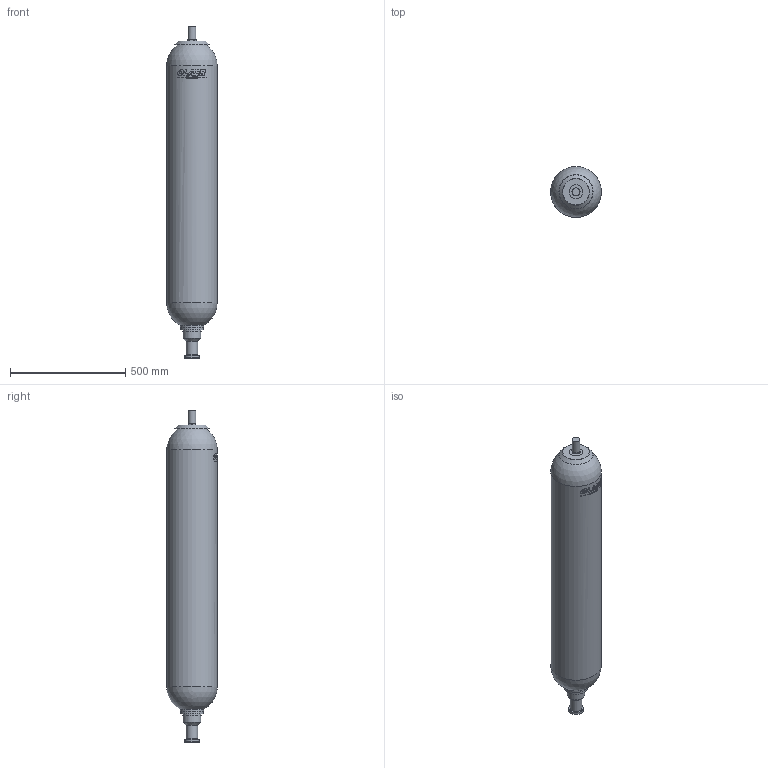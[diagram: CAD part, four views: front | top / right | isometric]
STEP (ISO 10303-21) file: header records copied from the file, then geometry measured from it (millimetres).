
FILE_DESCRIPTION( ( 'Unknown' ), '1' );
FILE_NAME( 'EHVF_32-330_108452.stp', 'Unknown', ( 'Unknown' ), ( 'Unknown' ), 'PSStep 17.0.49', 'Unknown', ' ' );
FILE_SCHEMA( ( 'AUTOMOTIVE_DESIGN { 1 0 10303 214 1 1 1 1 }' ) );
Length unit declared in the file: millimetre
Products named in the file (1): 1
Bounding box: 219.1 x 219.1 x 1437.7 mm (x, y, z)
Volume: 44678851.8 mm3; surface area: 942007.8 mm2
Topology: 1 solids, 1 shells, 224 faces, 525 edges, 339 vertices
Faces by surface type: plane 138, cylinder 38, extrusion 22, cone 17, torus 7, sphere 2
Full cylindrical faces by diameter (mm): 12 x1, 13.5 x1, 18 x1, 33.6 x1, 34 x1, 45.3 x1, 50 x1, 53.7 x1, 63.8 x1, 76 x1, 78 x1, 98.977 x1, 100.7 x1, 219.1 x1
Entity records: 10677 total; most frequent: CARTESIAN_POINT 3752, DIRECTION 1104, ORIENTED_EDGE 976, EDGE_CURVE 488, AXIS2_PLACEMENT_3D 447, VERTEX_POINT 338, EDGE_LOOP 296, FACE_OUTER_BOUND 249
